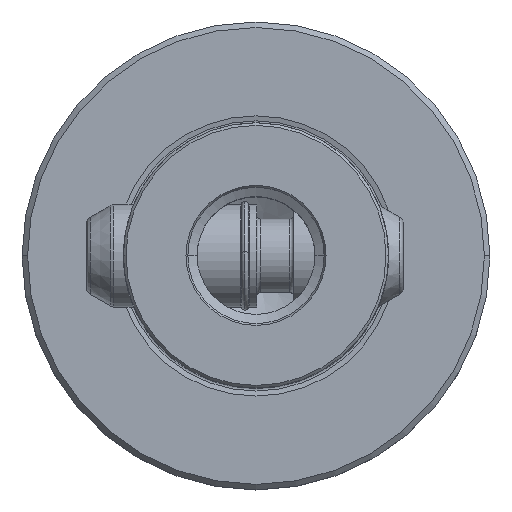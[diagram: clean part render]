
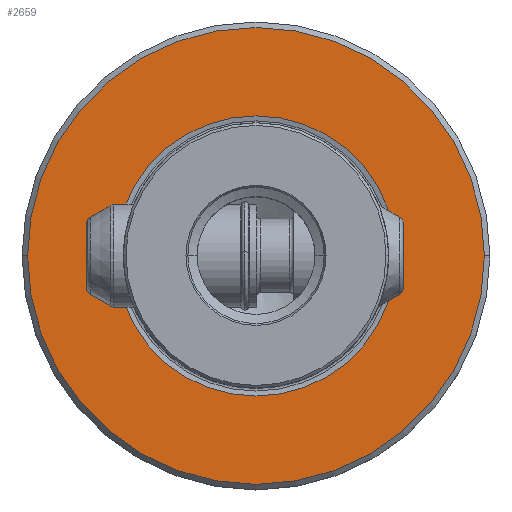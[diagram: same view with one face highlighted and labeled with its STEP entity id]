
A CAD part, top view. The second image highlights one B-rep face of the part: STEP entity #2659.
In plain terms, the highlighted planar face has unit normal (0, 0, 1).
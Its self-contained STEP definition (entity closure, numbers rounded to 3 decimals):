
#2375=EDGE_CURVE('NONE',#5455,#3469,#6056,.T.);
#2659=ADVANCED_FACE('NONE',(#6368,#6369),#6370,.T.);
#2859=VERTEX_POINT('NONE',#6593);
#3285=EDGE_CURVE('NONE',#3401,#2859,#7065,.T.);
#3401=VERTEX_POINT('NONE',#7197);
#3469=VERTEX_POINT('NONE',#7271);
#3631=EDGE_CURVE('NONE',#3469,#5455,#7453,.T.);
#3731=EDGE_CURVE('NONE',#2859,#3401,#7564,.F.);
#5455=VERTEX_POINT('NONE',#9465);
#6056=CIRCLE('',#14118,31.0);
#6368=FACE_OUTER_BOUND('',#15395,.T.);
#6369=FACE_BOUND('',#15396,.T.);
#6370=PLANE('',#15397);
#6593=CARTESIAN_POINT('',(-19.012,0.,0.0));
#7065=CIRCLE('',#19496,19.012);
#7197=CARTESIAN_POINT('',(19.012,0.,0.0));
#7271=CARTESIAN_POINT('',(-31.0,0.,0.0));
#7453=CIRCLE('',#20117,31.0);
#7564=CIRCLE('',#20366,19.012);
#9465=CARTESIAN_POINT('',(31.0,0.,0.0));
#14118=AXIS2_PLACEMENT_3D('',#31302,#31303,#31304);
#15395=EDGE_LOOP('',(#31669,#31670));
#15396=EDGE_LOOP('',(#31671,#31672));
#15397=AXIS2_PLACEMENT_3D('',#31673,#31674,#31675);
#19496=AXIS2_PLACEMENT_3D('',#32522,#32523,#32524);
#20117=AXIS2_PLACEMENT_3D('',#33037,#33038,#33039);
#20366=AXIS2_PLACEMENT_3D('',#33179,#33180,#33181);
#31302=CARTESIAN_POINT('',(0.0,0.0,0.0));
#31303=DIRECTION('',(0.0,0.0,-1.0));
#31304=DIRECTION('',(-1.0,0.,0.0));
#31669=ORIENTED_EDGE('',*,*,#3631,.F.);
#31670=ORIENTED_EDGE('',*,*,#2375,.F.);
#31671=ORIENTED_EDGE('',*,*,#3285,.F.);
#31672=ORIENTED_EDGE('',*,*,#3731,.F.);
#31673=CARTESIAN_POINT('',(-18.0,0.0,0.0));
#31674=DIRECTION('',(-0.0,0.0,1.0));
#31675=DIRECTION('',(0.0,1.0,0.0));
#32522=CARTESIAN_POINT('',(0.0,0.0,0.0));
#32523=DIRECTION('',(-0.0,0.0,1.0));
#32524=DIRECTION('',(1.0,0.,0.0));
#33037=CARTESIAN_POINT('',(0.0,0.0,0.0));
#33038=DIRECTION('',(0.0,0.0,-1.0));
#33039=DIRECTION('',(-1.0,0.,0.0));
#33179=CARTESIAN_POINT('',(0.0,0.0,0.0));
#33180=DIRECTION('',(0.0,0.0,-1.0));
#33181=DIRECTION('',(1.0,0.,0.0));
